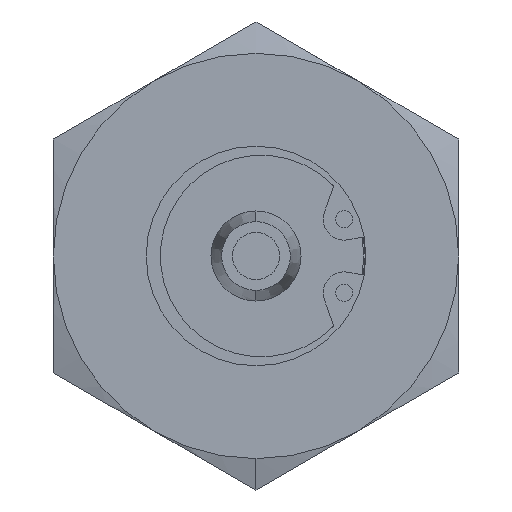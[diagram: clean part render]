
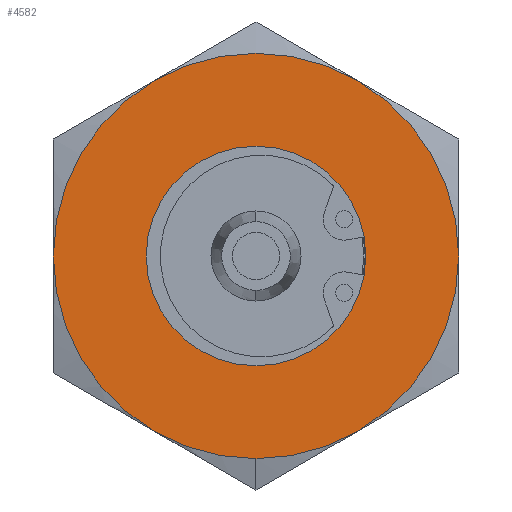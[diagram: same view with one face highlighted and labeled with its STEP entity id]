
A CAD part, left-side view. The second image highlights one B-rep face of the part: STEP entity #4582.
In plain terms, the highlighted planar face has unit normal (-1, 0, 0).
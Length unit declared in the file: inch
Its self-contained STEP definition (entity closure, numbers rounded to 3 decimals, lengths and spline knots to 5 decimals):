
#449 = CIRCLE ( 'NONE', #6540, 0.75 ) ;
#547 = CIRCLE ( 'NONE', #10675, 0.75 ) ;
#689 = CIRCLE ( 'NONE', #1364, 0.75 ) ;
#726 = EDGE_LOOP ( 'NONE', ( #12249, #8617, #4520, #2656, #6972, #7388, #1765 ) ) ;
#976 = CARTESIAN_POINT ( 'NONE',  ( -0.226, 0., 0. ) ) ;
#1364 = AXIS2_PLACEMENT_3D ( 'NONE', #8061, #4822, #2840 ) ;
#1401 = VERTEX_POINT ( 'NONE', #13474 ) ;
#1710 = CIRCLE ( 'NONE', #9587, 0.75 ) ;
#1765 = ORIENTED_EDGE ( 'NONE', *, *, #2223, .T. ) ;
#1787 = DIRECTION ( 'NONE',  ( -1., 0., 0. ) ) ;
#1829 = CARTESIAN_POINT ( 'NONE',  ( -0.226, 0., 0. ) ) ;
#2223 = EDGE_CURVE ( 'NONE', #9953, #4112, #547, .T. ) ;
#2239 = DIRECTION ( 'NONE',  ( -1., 0., 0. ) ) ;
#2360 = CARTESIAN_POINT ( 'NONE',  ( -0.226, -0.75, 0. ) ) ;
#2405 = PLANE ( 'NONE',  #9356 ) ;
#2656 = ORIENTED_EDGE ( 'NONE', *, *, #8131, .T. ) ;
#2661 = ORIENTED_EDGE ( 'NONE', *, *, #8195, .F. ) ;
#2682 = CARTESIAN_POINT ( 'NONE',  ( -0.226, -0.375, -0.64952 ) ) ;
#2840 = DIRECTION ( 'NONE',  ( 0., 0., 1. ) ) ;
#3942 = DIRECTION ( 'NONE',  ( 0., 0., 1. ) ) ;
#4009 = EDGE_LOOP ( 'NONE', ( #13742, #2661 ) ) ;
#4017 = CARTESIAN_POINT ( 'NONE',  ( -0.226, -0.375, 0.64952 ) ) ;
#4058 = CIRCLE ( 'NONE', #10797, 0.75 ) ;
#4112 = VERTEX_POINT ( 'NONE', #13839 ) ;
#4272 = CARTESIAN_POINT ( 'NONE',  ( -0.226, 0.375, -0.64952 ) ) ;
#4408 = DIRECTION ( 'NONE',  ( 0., 0., 1. ) ) ;
#4453 = VERTEX_POINT ( 'NONE', #2682 ) ;
#4464 = DIRECTION ( 'NONE',  ( 0., 0., 1. ) ) ;
#4520 = ORIENTED_EDGE ( 'NONE', *, *, #8957, .T. ) ;
#4582 = ADVANCED_FACE ( 'NONE', ( #7971, #5867 ), #2405, .F. ) ;
#4822 = DIRECTION ( 'NONE',  ( -1., 0., 0. ) ) ;
#4978 = AXIS2_PLACEMENT_3D ( 'NONE', #10239, #1787, #9187 ) ;
#5766 = CARTESIAN_POINT ( 'NONE',  ( -0.226, 0., 0. ) ) ;
#5859 = AXIS2_PLACEMENT_3D ( 'NONE', #13734, #12604, #6358 ) ;
#5867 = FACE_OUTER_BOUND ( 'NONE', #726, .T. ) ;
#6358 = DIRECTION ( 'NONE',  ( 0., 0., 1. ) ) ;
#6359 = EDGE_CURVE ( 'NONE', #4453, #6488, #1710, .T. ) ;
#6488 = VERTEX_POINT ( 'NONE', #2360 ) ;
#6505 = VERTEX_POINT ( 'NONE', #8987 ) ;
#6540 = AXIS2_PLACEMENT_3D ( 'NONE', #976, #2239, #9635 ) ;
#6972 = ORIENTED_EDGE ( 'NONE', *, *, #6359, .T. ) ;
#6973 = CIRCLE ( 'NONE', #11448, 0.40625 ) ;
#7159 = EDGE_CURVE ( 'NONE', #6488, #9953, #12169, .T. ) ;
#7388 = ORIENTED_EDGE ( 'NONE', *, *, #7159, .T. ) ;
#7592 = VERTEX_POINT ( 'NONE', #4272 ) ;
#7971 = FACE_BOUND ( 'NONE', #4009, .T. ) ;
#8061 = CARTESIAN_POINT ( 'NONE',  ( -0.226, 0., 0. ) ) ;
#8104 = CIRCLE ( 'NONE', #5859, 0.75 ) ;
#8131 = EDGE_CURVE ( 'NONE', #8453, #4453, #689, .T. ) ;
#8195 = EDGE_CURVE ( 'NONE', #1401, #6505, #13744, .T. ) ;
#8453 = VERTEX_POINT ( 'NONE', #11780 ) ;
#8617 = ORIENTED_EDGE ( 'NONE', *, *, #9855, .T. ) ;
#8957 = EDGE_CURVE ( 'NONE', #7592, #8453, #449, .T. ) ;
#8987 = CARTESIAN_POINT ( 'NONE',  ( -0.226, 0., 0.40625 ) ) ;
#9000 = DIRECTION ( 'NONE',  ( -1., 0., 0. ) ) ;
#9187 = DIRECTION ( 'NONE',  ( 0., 0., 1. ) ) ;
#9356 = AXIS2_PLACEMENT_3D ( 'NONE', #9942, #10156, #12127 ) ;
#9587 = AXIS2_PLACEMENT_3D ( 'NONE', #1829, #10490, #4408 ) ;
#9635 = DIRECTION ( 'NONE',  ( 0., 0., 1. ) ) ;
#9841 = EDGE_CURVE ( 'NONE', #4112, #10922, #4058, .T. ) ;
#9855 = EDGE_CURVE ( 'NONE', #10922, #7592, #8104, .T. ) ;
#9942 = CARTESIAN_POINT ( 'NONE',  ( -0.226, 0.40625, 0. ) ) ;
#9953 = VERTEX_POINT ( 'NONE', #4017 ) ;
#10156 = DIRECTION ( 'NONE',  ( 1., 0., 0. ) ) ;
#10239 = CARTESIAN_POINT ( 'NONE',  ( -0.226, 0., 0. ) ) ;
#10490 = DIRECTION ( 'NONE',  ( -1., 0., 0. ) ) ;
#10675 = AXIS2_PLACEMENT_3D ( 'NONE', #13124, #12212, #4464 ) ;
#10797 = AXIS2_PLACEMENT_3D ( 'NONE', #11125, #13659, #3942 ) ;
#10922 = VERTEX_POINT ( 'NONE', #11692 ) ;
#10964 = DIRECTION ( 'NONE',  ( 0., 0., 1. ) ) ;
#11125 = CARTESIAN_POINT ( 'NONE',  ( -0.226, 0., 0. ) ) ;
#11448 = AXIS2_PLACEMENT_3D ( 'NONE', #12867, #11534, #12728 ) ;
#11530 = EDGE_CURVE ( 'NONE', #6505, #1401, #6973, .T. ) ;
#11534 = DIRECTION ( 'NONE',  ( -1., 0., 0. ) ) ;
#11692 = CARTESIAN_POINT ( 'NONE',  ( -0.226, 0.75, 0. ) ) ;
#11780 = CARTESIAN_POINT ( 'NONE',  ( -0.226, 0., -0.75 ) ) ;
#12127 = DIRECTION ( 'NONE',  ( 0., 0., -1. ) ) ;
#12169 = CIRCLE ( 'NONE', #12615, 0.75 ) ;
#12212 = DIRECTION ( 'NONE',  ( -1., 0., 0. ) ) ;
#12249 = ORIENTED_EDGE ( 'NONE', *, *, #9841, .T. ) ;
#12604 = DIRECTION ( 'NONE',  ( -1., 0., 0. ) ) ;
#12615 = AXIS2_PLACEMENT_3D ( 'NONE', #5766, #9000, #10964 ) ;
#12728 = DIRECTION ( 'NONE',  ( 0., 0., 1. ) ) ;
#12867 = CARTESIAN_POINT ( 'NONE',  ( -0.226, 0., 0. ) ) ;
#13124 = CARTESIAN_POINT ( 'NONE',  ( -0.226, 0., 0. ) ) ;
#13474 = CARTESIAN_POINT ( 'NONE',  ( -0.226, 0., -0.40625 ) ) ;
#13659 = DIRECTION ( 'NONE',  ( -1., 0., 0. ) ) ;
#13734 = CARTESIAN_POINT ( 'NONE',  ( -0.226, 0., 0. ) ) ;
#13742 = ORIENTED_EDGE ( 'NONE', *, *, #11530, .F. ) ;
#13744 = CIRCLE ( 'NONE', #4978, 0.40625 ) ;
#13839 = CARTESIAN_POINT ( 'NONE',  ( -0.226, 0.375, 0.64952 ) ) ;
